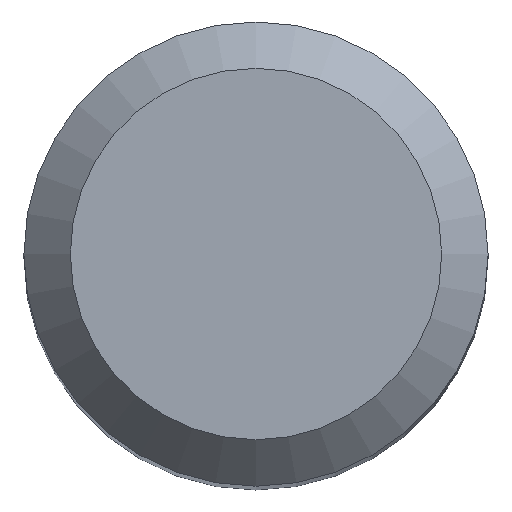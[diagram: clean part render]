
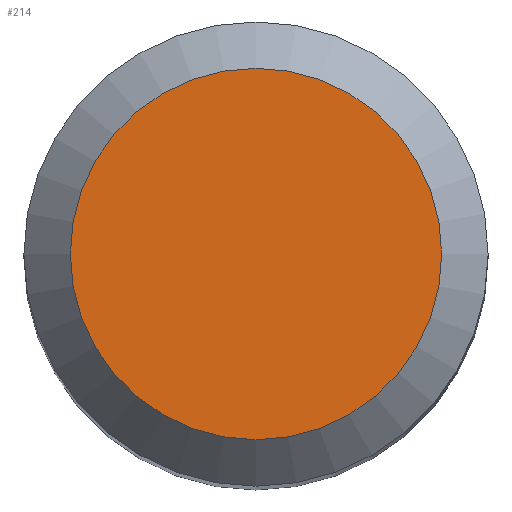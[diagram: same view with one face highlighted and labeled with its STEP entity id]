
A CAD part, top view. The second image highlights one B-rep face of the part: STEP entity #214.
In plain terms, the highlighted planar face has unit normal (0, 0, 1).
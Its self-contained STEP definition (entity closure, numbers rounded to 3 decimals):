
#11 = CIRCLE ( 'NONE', #86, 3.2 ) ;
#14 = CARTESIAN_POINT ( 'NONE',  ( 0., 0., 79. ) ) ;
#17 = DIRECTION ( 'NONE',  ( 0., 1., 0. ) ) ;
#26 = CARTESIAN_POINT ( 'NONE',  ( 0., 3.2, 79. ) ) ;
#39 = EDGE_LOOP ( 'NONE', ( #252 ) ) ;
#54 = PLANE ( 'NONE',  #121 ) ;
#80 = DIRECTION ( 'NONE',  ( 0., 0., -1. ) ) ;
#86 = AXIS2_PLACEMENT_3D ( 'NONE', #101, #80, #17 ) ;
#101 = CARTESIAN_POINT ( 'NONE',  ( 0., 0., 79. ) ) ;
#107 = VERTEX_POINT ( 'NONE', #26 ) ;
#121 = AXIS2_PLACEMENT_3D ( 'NONE', #14, #148, #205 ) ;
#148 = DIRECTION ( 'NONE',  ( 0., 0., -1. ) ) ;
#151 = EDGE_CURVE ( 'NONE', #107, #107, #11, .T. ) ;
#205 = DIRECTION ( 'NONE',  ( 0., 1., 0. ) ) ;
#214 = ADVANCED_FACE ( 'NONE', ( #239 ), #54, .F. ) ;
#239 = FACE_OUTER_BOUND ( 'NONE', #39, .T. ) ;
#252 = ORIENTED_EDGE ( 'NONE', *, *, #151, .F. ) ;
